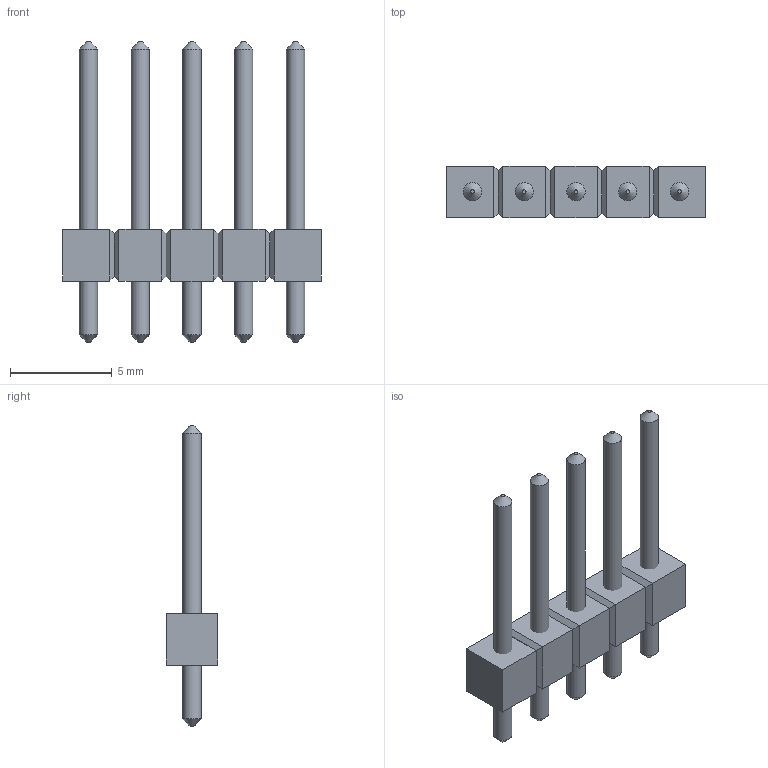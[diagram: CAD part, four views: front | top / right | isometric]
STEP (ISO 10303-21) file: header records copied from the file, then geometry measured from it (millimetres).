
FILE_DESCRIPTION(('FreeCAD Model'),'2;1');
FILE_NAME('260940.1.1.stp','2020-04-08T05:31:30',( 'Author'),(''),'Open CASCADE STEP processor 6.9','FreeCAD','Unknown' );
FILE_SCHEMA(('AUTOMOTIVE_DESIGN { 1 0 10303 214 1 1 1 1 }'));
Length unit declared in the file: millimetre
Products named in the file (3): ASSEMBLY; Body; LeadsArray
Assembly tree (2 placements, depth 2):
  ASSEMBLY
    Body
    LeadsArray
Bounding box: 12.7 x 2.54 x 14.74 mm (x, y, z)
Volume: 125.5 mm3; surface area: 354.3 mm2
Topology: 6 solids, 6 shells, 79 faces, 143 edges, 76 vertices
Faces by surface type: plane 64, cone 10, cylinder 5
Full cylindrical faces by diameter (mm): 0.9 x5
Entity records: 3702 total; most frequent: CARTESIAN_POINT 671, DIRECTION 529, LINE 315, VECTOR 315, ORIENTED_EDGE 286, PCURVE 286, DEFINITIONAL_REPRESENTATION 286, EDGE_CURVE 143
